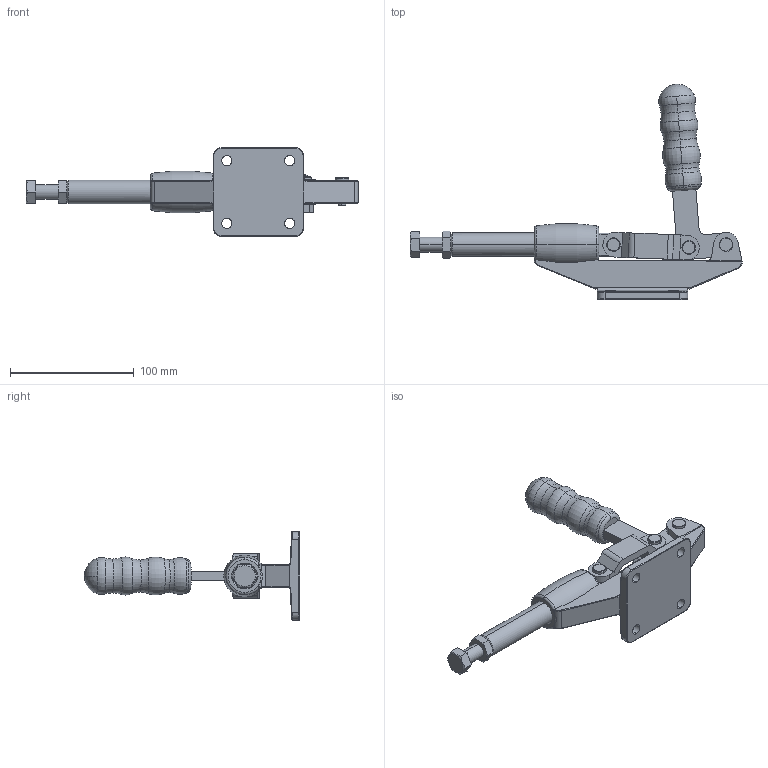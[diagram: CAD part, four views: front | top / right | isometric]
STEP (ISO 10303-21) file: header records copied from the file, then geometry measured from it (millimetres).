
FILE_DESCRIPTION (( 'STEP AP214' ), '1' );
FILE_NAME ('GH-305-HM(Â²¤Æ)-1.STEP', '2020-06-08T02:10:48', ( 'LinWei' ), ( '' ), 'SwSTEP 2.0', 'SolidWorks 2016', '' );
FILE_SCHEMA (( 'AUTOMOTIVE_DESIGN' ));
Length unit declared in the file: millimetre
Products named in the file (6): GH-305-HM(簡化)-1; Group9^GH-305-HM(簡化)-1; Group5^GH-305-HM(簡化)-1; Group8^GH-305-HM(簡化)-1; 2304HM13-1^GH-305-HM(簡化)-1; Group1^GH-305-HM(簡化)-1
Assembly tree (5 placements, depth 2):
  GH-305-HM(簡化)-1
    Group1^GH-305-HM(簡化)-1
    2304HM13-1^GH-305-HM(簡化)-1
    Group8^GH-305-HM(簡化)-1
    Group5^GH-305-HM(簡化)-1
    Group9^GH-305-HM(簡化)-1
Bounding box: 268.52 x 174.05 x 71.4 mm (x, y, z)
Volume: 249175.9 mm3; surface area: 69380.2 mm2
Topology: 6 solids, 6 shells, 335 faces, 812 edges, 505 vertices
Faces by surface type: plane 116, cylinder 107, cone 54, torus 46, bspline 10, sphere 2
Entity records: 11944 total; most frequent: CARTESIAN_POINT 2755, DIRECTION 1664, ORIENTED_EDGE 1624, EDGE_CURVE 812, AXIS2_PLACEMENT_3D 676, VERTEX_POINT 505, EDGE_LOOP 373, CIRCLE 343
